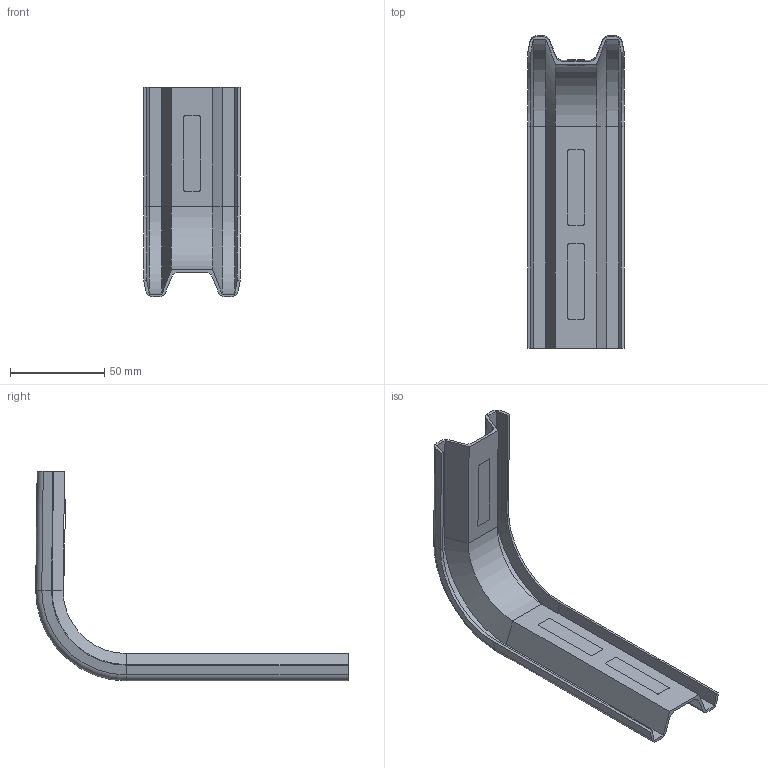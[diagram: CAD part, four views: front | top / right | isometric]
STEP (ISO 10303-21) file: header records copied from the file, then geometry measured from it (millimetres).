
FILE_DESCRIPTION(/* description */ (''),/* implementation_level */ '2;1');
FILE_NAME(/* name */ '002704.stp',/* time_stamp */ '2024-01-03T10:48:09+01:00',/* author */ ('bonnaudn'),/* organization */ (''),/* preprocessor_version */ 'ST-DEVELOPER v19.2',/* originating_system */ 'AutoCAD Mechanical',/* authorisation */ '');
FILE_SCHEMA (('AUTOMOTIVE_DESIGN { 1 0 10303 214 3 1 1 }'));
Length unit declared in the file: millimetre
Products named in the file (1): Product
Bounding box: 50.96 x 165.57 x 111.15 mm (x, y, z)
Volume: 28245.9 mm3; surface area: 40970.2 mm2
Topology: 1 solids, 7 shells, 82 faces, 224 edges, 150 vertices
Faces by surface type: plane 48, cylinder 18, cone 10, torus 6
Entity records: 2637 total; most frequent: CARTESIAN_POINT 531, DIRECTION 440, ORIENTED_EDGE 400, EDGE_CURVE 224, VERTEX_POINT 150, AXIS2_PLACEMENT_3D 149, LINE 142, VECTOR 142
